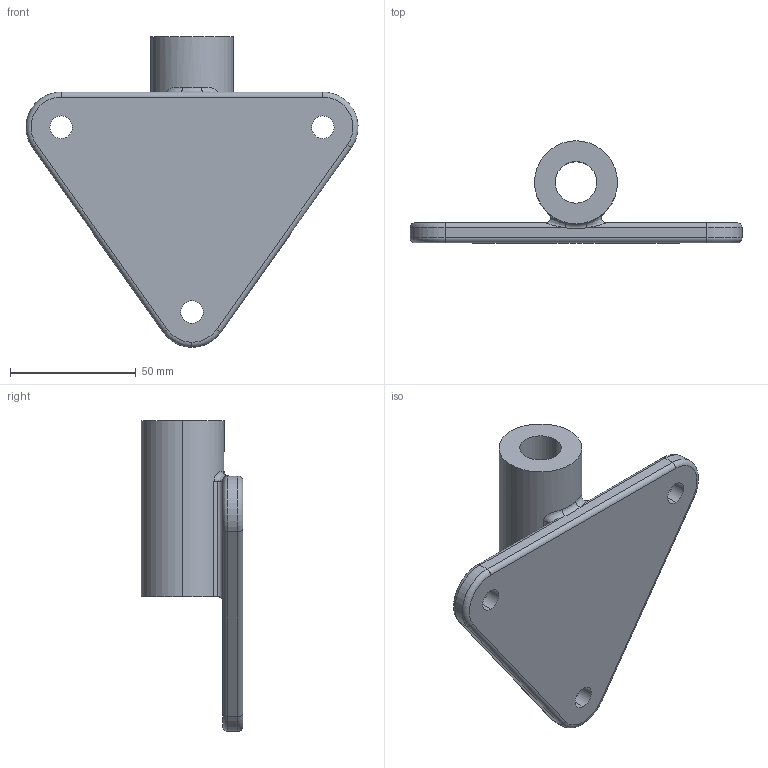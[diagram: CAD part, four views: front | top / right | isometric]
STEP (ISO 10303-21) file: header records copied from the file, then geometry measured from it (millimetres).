
FILE_DESCRIPTION(('Open CASCADE Model'),'2;1');
FILE_NAME('Open CASCADE Shape Model','2019-06-04T16:20:01',('Author'),( 'Open CASCADE'),'Open CASCADE STEP processor 7.3','Open CASCADE 7.3' ,'Unknown');
FILE_SCHEMA(('AUTOMOTIVE_DESIGN { 1 0 10303 214 1 1 1 1 }'));
Length unit declared in the file: millimetre
Products named in the file (1): Open CASCADE STEP translator 7.3 2
Bounding box: 131.95 x 40.5 x 123.46 mm (x, y, z)
Volume: 110593.7 mm3; surface area: 29750.2 mm2
Topology: 1 solids, 1 shells, 49 faces, 116 edges, 69 vertices
Faces by surface type: cylinder 25, torus 15, plane 7, bspline 2
Entity records: 3712 total; most frequent: CARTESIAN_POINT 1291, DIRECTION 489, ORIENTED_EDGE 232, PCURVE 232, DEFINITIONAL_REPRESENTATION 232, LINE 221, VECTOR 221, AXIS2_PLACEMENT_3D 120
